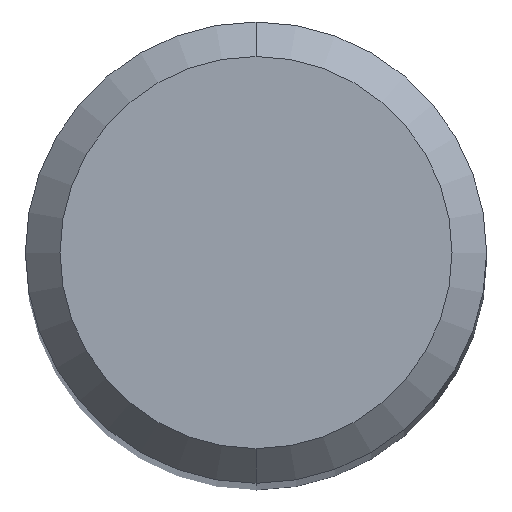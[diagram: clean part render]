
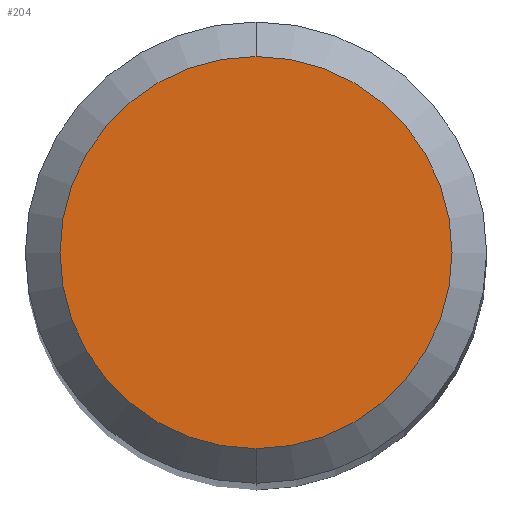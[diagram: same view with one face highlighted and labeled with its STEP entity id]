
A CAD part, top view. The second image highlights one B-rep face of the part: STEP entity #204.
In plain terms, the highlighted planar face has unit normal (0, 0, 1).
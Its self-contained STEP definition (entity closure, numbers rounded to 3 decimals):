
#102=EDGE_CURVE('',#186,#122,#240,.T.);
#122=VERTEX_POINT('',#262);
#186=VERTEX_POINT('',#336);
#194=EDGE_CURVE('',#122,#186,#345,.T.);
#204=ADVANCED_FACE('',(#355),#356,.T.);
#240=CIRCLE('',#390,1.7);
#262=CARTESIAN_POINT('',(0.0,1.7,0.0));
#336=CARTESIAN_POINT('',(0.,-1.7,0.0));
#345=CIRCLE('',#521,1.7);
#355=FACE_OUTER_BOUND('',#534,.T.);
#356=PLANE('',#535);
#390=AXIS2_PLACEMENT_3D('',#557,#558,#559);
#521=AXIS2_PLACEMENT_3D('',#690,#691,#692);
#534=EDGE_LOOP('',(#703,#704));
#535=AXIS2_PLACEMENT_3D('',#705,#706,#707);
#557=CARTESIAN_POINT('',(0.0,0.0,0.0));
#558=DIRECTION('',(0.0,0.0,-1.0));
#559=DIRECTION('',(0.0,1.0,0.0));
#690=CARTESIAN_POINT('',(0.0,0.0,0.0));
#691=DIRECTION('',(0.0,0.0,-1.0));
#692=DIRECTION('',(0.0,1.0,0.0));
#703=ORIENTED_EDGE('',*,*,#194,.F.);
#704=ORIENTED_EDGE('',*,*,#102,.F.);
#705=CARTESIAN_POINT('',(0.0,0.85,0.0));
#706=DIRECTION('',(-0.0,0.0,1.0));
#707=DIRECTION('',(0.0,-1.0,0.0));
